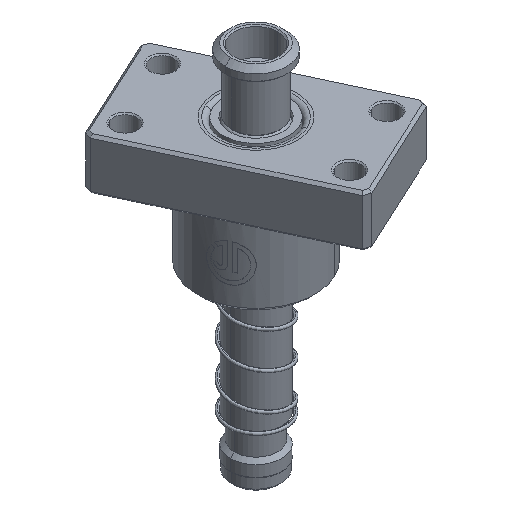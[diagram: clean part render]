
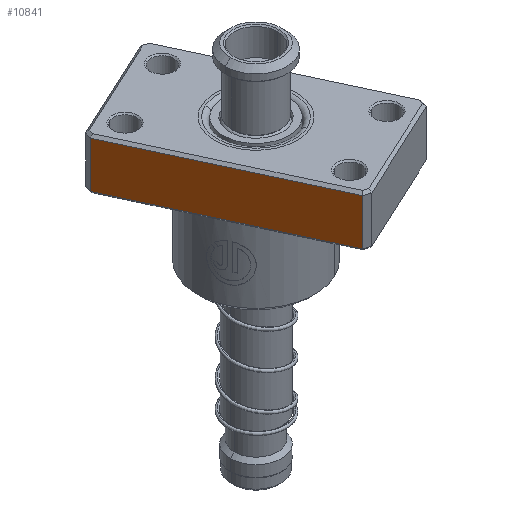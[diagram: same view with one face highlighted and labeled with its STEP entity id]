
A CAD part, isometric view. The second image highlights one B-rep face of the part: STEP entity #10841.
In plain terms, the highlighted face is planar.
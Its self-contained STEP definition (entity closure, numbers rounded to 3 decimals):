
#742 = CARTESIAN_POINT ( 'NONE',  ( -40., 24., 1. ) ) ;
#2494 = DIRECTION ( 'NONE',  ( 0., 0., -1. ) ) ;
#3261 = CARTESIAN_POINT ( 'NONE',  ( 40., 24., 19. ) ) ;
#3899 = PLANE ( 'NONE',  #11519 ) ;
#4541 = VECTOR ( 'NONE', #12648, 1000. ) ;
#5628 = ORIENTED_EDGE ( 'NONE', *, *, #18240, .T. ) ;
#7796 = VERTEX_POINT ( 'NONE', #12768 ) ;
#8668 = LINE ( 'NONE', #25379, #4541 ) ;
#9928 = CARTESIAN_POINT ( 'NONE',  ( -40., 24., 20. ) ) ;
#10841 = ADVANCED_FACE ( 'NONE', ( #24456 ), #3899, .F. ) ;
#11519 = AXIS2_PLACEMENT_3D ( 'NONE', #9928, #26373, #20609 ) ;
#12082 = VERTEX_POINT ( 'NONE', #742 ) ;
#12648 = DIRECTION ( 'NONE',  ( -1., 0., 0. ) ) ;
#12768 = CARTESIAN_POINT ( 'NONE',  ( -40., 24., 19. ) ) ;
#12902 = LINE ( 'NONE', #15337, #26803 ) ;
#13994 = EDGE_CURVE ( 'NONE', #23833, #26863, #20972, .T. ) ;
#14269 = VECTOR ( 'NONE', #24991, 1000. ) ;
#14571 = CARTESIAN_POINT ( 'NONE',  ( 40., 24., 19. ) ) ;
#14739 = EDGE_CURVE ( 'NONE', #7796, #12082, #12902, .T. ) ;
#15337 = CARTESIAN_POINT ( 'NONE',  ( -40., 24., 20. ) ) ;
#15758 = ORIENTED_EDGE ( 'NONE', *, *, #14739, .F. ) ;
#16710 = CARTESIAN_POINT ( 'NONE',  ( 40., 24., 20. ) ) ;
#18240 = EDGE_CURVE ( 'NONE', #7796, #23833, #18702, .T. ) ;
#18651 = ORIENTED_EDGE ( 'NONE', *, *, #24470, .T. ) ;
#18702 = LINE ( 'NONE', #14571, #14269 ) ;
#20609 = DIRECTION ( 'NONE',  ( 0., 0., -1. ) ) ;
#20972 = LINE ( 'NONE', #16710, #23295 ) ;
#21725 = CARTESIAN_POINT ( 'NONE',  ( 40., 24., 1. ) ) ;
#23295 = VECTOR ( 'NONE', #25089, 1000. ) ;
#23833 = VERTEX_POINT ( 'NONE', #3261 ) ;
#24456 = FACE_OUTER_BOUND ( 'NONE', #25383, .T. ) ;
#24470 = EDGE_CURVE ( 'NONE', #26863, #12082, #8668, .T. ) ;
#24862 = ORIENTED_EDGE ( 'NONE', *, *, #13994, .T. ) ;
#24991 = DIRECTION ( 'NONE',  ( 1., 0., 0. ) ) ;
#25089 = DIRECTION ( 'NONE',  ( 0., 0., -1. ) ) ;
#25379 = CARTESIAN_POINT ( 'NONE',  ( -40., 24., 1. ) ) ;
#25383 = EDGE_LOOP ( 'NONE', ( #24862, #18651, #15758, #5628 ) ) ;
#26373 = DIRECTION ( 'NONE',  ( 0., -1., 0. ) ) ;
#26803 = VECTOR ( 'NONE', #2494, 1000. ) ;
#26863 = VERTEX_POINT ( 'NONE', #21725 ) ;
